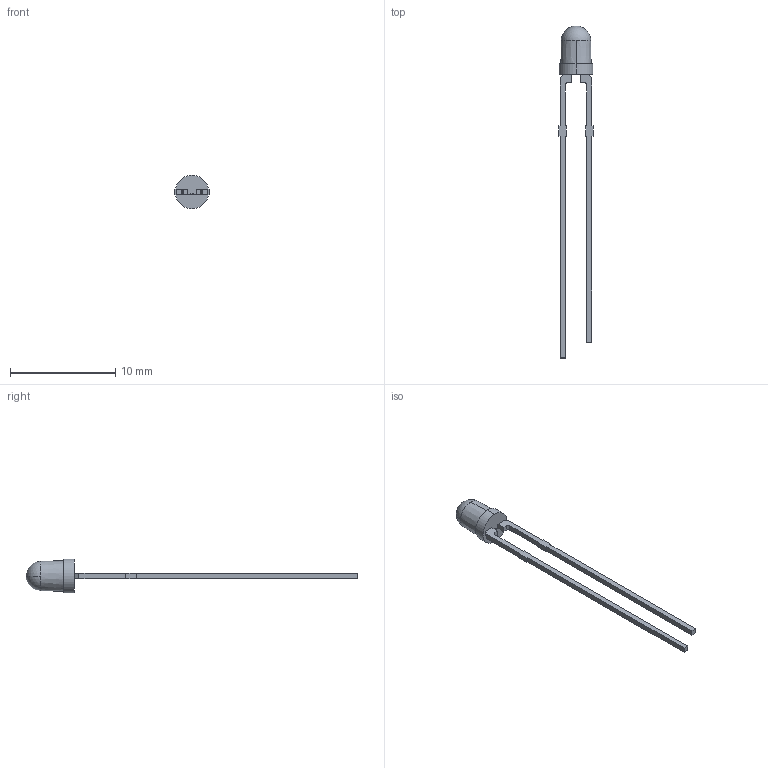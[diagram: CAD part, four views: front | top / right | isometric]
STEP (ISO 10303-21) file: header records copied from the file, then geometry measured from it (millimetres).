
FILE_DESCRIPTION (( 'STEP AP214' ), '1' );
FILE_NAME ('XLxx11.STEP', '2015-09-11T17:09:40', ( '' ), ( '' ), 'SwSTEP 2.0', 'SolidWorks 2012', '' );
FILE_SCHEMA (( 'AUTOMOTIVE_DESIGN' ));
Length unit declared in the file: millimetre
Products named in the file (1): XLxx11
Bounding box: 3.24 x 31.6 x 3.2 mm (x, y, z)
Volume: 41.6 mm3; surface area: 159.8 mm2
Topology: 1 solids, 1 shells, 215 faces, 583 edges, 389 vertices
Faces by surface type: plane 142, bspline 65, cylinder 4, cone 2, sphere 2
Entity records: 12306 total; most frequent: CARTESIAN_POINT 4909, ORIENTED_EDGE 1166, DIRECTION 771, EDGE_CURVE 583, LINE 437, VECTOR 437, VERTEX_POINT 389, EDGE_LOOP 234
